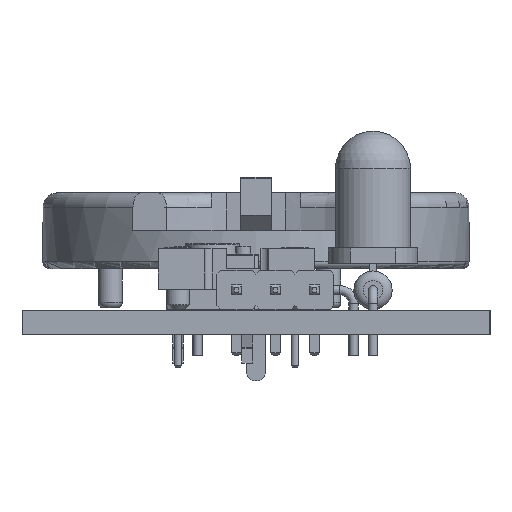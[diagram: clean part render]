
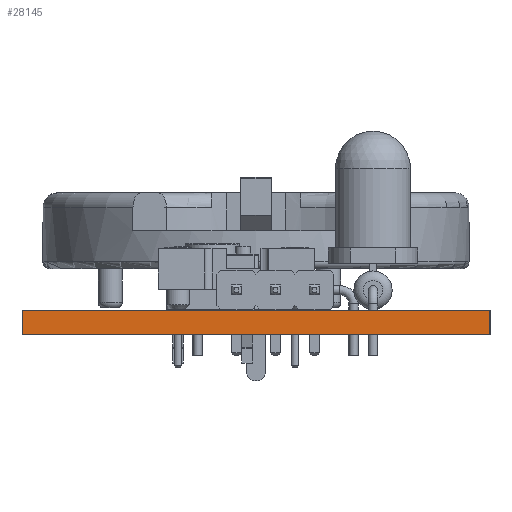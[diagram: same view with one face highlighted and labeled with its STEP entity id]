
A CAD part, left-side view. The second image highlights one B-rep face of the part: STEP entity #28145.
In plain terms, the highlighted planar face has unit normal (-1, 0, 0).
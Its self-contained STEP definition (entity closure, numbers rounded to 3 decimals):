
#27964 = PLANE('',#27965);
#27965 = AXIS2_PLACEMENT_3D('',#27966,#27967,#27968);
#27966 = CARTESIAN_POINT('',(85.09,0.,0.));
#27967 = DIRECTION('',(0.,-1.,0.));
#27968 = DIRECTION('',(-1.,0.,0.));
#27989 = VERTEX_POINT('',#27990);
#27990 = CARTESIAN_POINT('',(0.,0.,1.6));
#28004 = PLANE('',#28005);
#28005 = AXIS2_PLACEMENT_3D('',#28006,#28007,#28008);
#28006 = CARTESIAN_POINT('',(42.545,15.24,1.6));
#28007 = DIRECTION('',(-0.,-0.,-1.));
#28008 = DIRECTION('',(-1.,0.,0.));
#28016 = EDGE_CURVE('',#28017,#27989,#28019,.T.);
#28017 = VERTEX_POINT('',#28018);
#28018 = CARTESIAN_POINT('',(0.,-0.,0.));
#28019 = SURFACE_CURVE('',#28020,(#28024,#28031),.PCURVE_S1.);
#28020 = LINE('',#28021,#28022);
#28021 = CARTESIAN_POINT('',(0.,-0.,0.));
#28022 = VECTOR('',#28023,1.);
#28023 = DIRECTION('',(0.,0.,1.));
#28024 = PCURVE('',#27964,#28025);
#28025 = DEFINITIONAL_REPRESENTATION('',(#28026),#28030);
#28026 = LINE('',#28027,#28028);
#28027 = CARTESIAN_POINT('',(85.09,0.));
#28028 = VECTOR('',#28029,1.);
#28029 = DIRECTION('',(0.,-1.));
#28030 = ( GEOMETRIC_REPRESENTATION_CONTEXT(2) 
PARAMETRIC_REPRESENTATION_CONTEXT() REPRESENTATION_CONTEXT('2D SPACE',''
  ) );
#28031 = PCURVE('',#28032,#28037);
#28032 = PLANE('',#28033);
#28033 = AXIS2_PLACEMENT_3D('',#28034,#28035,#28036);
#28034 = CARTESIAN_POINT('',(0.,0.,0.));
#28035 = DIRECTION('',(-1.,0.,0.));
#28036 = DIRECTION('',(0.,1.,0.));
#28037 = DEFINITIONAL_REPRESENTATION('',(#28038),#28042);
#28038 = LINE('',#28039,#28040);
#28039 = CARTESIAN_POINT('',(0.,0.));
#28040 = VECTOR('',#28041,1.);
#28041 = DIRECTION('',(0.,-1.));
#28042 = ( GEOMETRIC_REPRESENTATION_CONTEXT(2) 
PARAMETRIC_REPRESENTATION_CONTEXT() REPRESENTATION_CONTEXT('2D SPACE',''
  ) );
#28058 = PLANE('',#28059);
#28059 = AXIS2_PLACEMENT_3D('',#28060,#28061,#28062);
#28060 = CARTESIAN_POINT('',(42.545,15.24,0.));
#28061 = DIRECTION('',(-0.,-0.,-1.));
#28062 = DIRECTION('',(-1.,0.,0.));
#28091 = PLANE('',#28092);
#28092 = AXIS2_PLACEMENT_3D('',#28093,#28094,#28095);
#28093 = CARTESIAN_POINT('',(0.,30.48,0.));
#28094 = DIRECTION('',(0.,1.,0.));
#28095 = DIRECTION('',(1.,0.,0.));
#28145 = ADVANCED_FACE('',(#28146),#28032,.T.);
#28146 = FACE_BOUND('',#28147,.T.);
#28147 = EDGE_LOOP('',(#28148,#28149,#28172,#28195));
#28148 = ORIENTED_EDGE('',*,*,#28016,.T.);
#28149 = ORIENTED_EDGE('',*,*,#28150,.T.);
#28150 = EDGE_CURVE('',#27989,#28151,#28153,.T.);
#28151 = VERTEX_POINT('',#28152);
#28152 = CARTESIAN_POINT('',(0.,30.48,1.6));
#28153 = SURFACE_CURVE('',#28154,(#28158,#28165),.PCURVE_S1.);
#28154 = LINE('',#28155,#28156);
#28155 = CARTESIAN_POINT('',(0.,0.,1.6));
#28156 = VECTOR('',#28157,1.);
#28157 = DIRECTION('',(0.,1.,0.));
#28158 = PCURVE('',#28032,#28159);
#28159 = DEFINITIONAL_REPRESENTATION('',(#28160),#28164);
#28160 = LINE('',#28161,#28162);
#28161 = CARTESIAN_POINT('',(0.,-1.6));
#28162 = VECTOR('',#28163,1.);
#28163 = DIRECTION('',(1.,0.));
#28164 = ( GEOMETRIC_REPRESENTATION_CONTEXT(2) 
PARAMETRIC_REPRESENTATION_CONTEXT() REPRESENTATION_CONTEXT('2D SPACE',''
  ) );
#28165 = PCURVE('',#28004,#28166);
#28166 = DEFINITIONAL_REPRESENTATION('',(#28167),#28171);
#28167 = LINE('',#28168,#28169);
#28168 = CARTESIAN_POINT('',(42.545,-15.24));
#28169 = VECTOR('',#28170,1.);
#28170 = DIRECTION('',(0.,1.));
#28171 = ( GEOMETRIC_REPRESENTATION_CONTEXT(2) 
PARAMETRIC_REPRESENTATION_CONTEXT() REPRESENTATION_CONTEXT('2D SPACE',''
  ) );
#28172 = ORIENTED_EDGE('',*,*,#28173,.F.);
#28173 = EDGE_CURVE('',#28174,#28151,#28176,.T.);
#28174 = VERTEX_POINT('',#28175);
#28175 = CARTESIAN_POINT('',(0.,30.48,0.));
#28176 = SURFACE_CURVE('',#28177,(#28181,#28188),.PCURVE_S1.);
#28177 = LINE('',#28178,#28179);
#28178 = CARTESIAN_POINT('',(0.,30.48,0.));
#28179 = VECTOR('',#28180,1.);
#28180 = DIRECTION('',(0.,0.,1.));
#28181 = PCURVE('',#28032,#28182);
#28182 = DEFINITIONAL_REPRESENTATION('',(#28183),#28187);
#28183 = LINE('',#28184,#28185);
#28184 = CARTESIAN_POINT('',(30.48,0.));
#28185 = VECTOR('',#28186,1.);
#28186 = DIRECTION('',(0.,-1.));
#28187 = ( GEOMETRIC_REPRESENTATION_CONTEXT(2) 
PARAMETRIC_REPRESENTATION_CONTEXT() REPRESENTATION_CONTEXT('2D SPACE',''
  ) );
#28188 = PCURVE('',#28091,#28189);
#28189 = DEFINITIONAL_REPRESENTATION('',(#28190),#28194);
#28190 = LINE('',#28191,#28192);
#28191 = CARTESIAN_POINT('',(0.,0.));
#28192 = VECTOR('',#28193,1.);
#28193 = DIRECTION('',(0.,-1.));
#28194 = ( GEOMETRIC_REPRESENTATION_CONTEXT(2) 
PARAMETRIC_REPRESENTATION_CONTEXT() REPRESENTATION_CONTEXT('2D SPACE',''
  ) );
#28195 = ORIENTED_EDGE('',*,*,#28196,.F.);
#28196 = EDGE_CURVE('',#28017,#28174,#28197,.T.);
#28197 = SURFACE_CURVE('',#28198,(#28202,#28209),.PCURVE_S1.);
#28198 = LINE('',#28199,#28200);
#28199 = CARTESIAN_POINT('',(0.,-0.,0.));
#28200 = VECTOR('',#28201,1.);
#28201 = DIRECTION('',(0.,1.,0.));
#28202 = PCURVE('',#28032,#28203);
#28203 = DEFINITIONAL_REPRESENTATION('',(#28204),#28208);
#28204 = LINE('',#28205,#28206);
#28205 = CARTESIAN_POINT('',(0.,0.));
#28206 = VECTOR('',#28207,1.);
#28207 = DIRECTION('',(1.,0.));
#28208 = ( GEOMETRIC_REPRESENTATION_CONTEXT(2) 
PARAMETRIC_REPRESENTATION_CONTEXT() REPRESENTATION_CONTEXT('2D SPACE',''
  ) );
#28209 = PCURVE('',#28058,#28210);
#28210 = DEFINITIONAL_REPRESENTATION('',(#28211),#28215);
#28211 = LINE('',#28212,#28213);
#28212 = CARTESIAN_POINT('',(42.545,-15.24));
#28213 = VECTOR('',#28214,1.);
#28214 = DIRECTION('',(0.,1.));
#28215 = ( GEOMETRIC_REPRESENTATION_CONTEXT(2) 
PARAMETRIC_REPRESENTATION_CONTEXT() REPRESENTATION_CONTEXT('2D SPACE',''
  ) );
